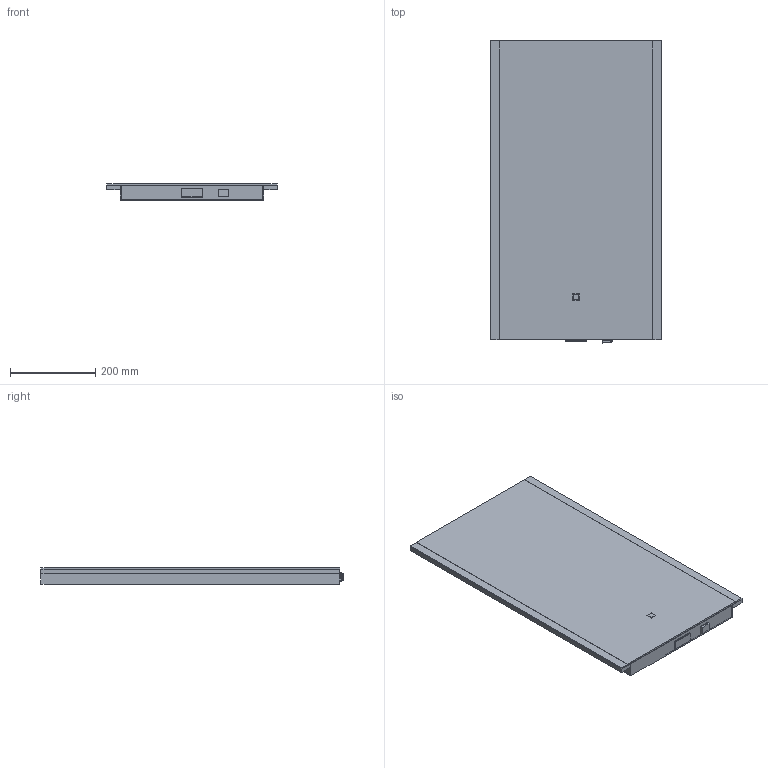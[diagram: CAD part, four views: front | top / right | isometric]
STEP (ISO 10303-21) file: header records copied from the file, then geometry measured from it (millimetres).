
FILE_DESCRIPTION (( 'STEP AP214' ), '1' );
FILE_NAME ('AIR040M2_STEP_v11221.STEP', '2021-12-07T10:26:40', ( '' ), ( '' ), 'SwSTEP 2.0', 'SolidWorks 2019', '' );
FILE_SCHEMA (( 'AUTOMOTIVE_DESIGN' ));
Length unit declared in the file: millimetre
Products named in the file (4): AIR040M2_STEP_v11221; acrylic profile_v11221_40cm profile; Casing-C1_v11121_40cm case; mirror front_v11221_40cm
Assembly tree (4 placements, depth 2):
  AIR040M2_STEP_v11221
    Casing-C1_v11121_40cm case
    acrylic profile_v11221_40cm profile  x2
    mirror front_v11221_40cm
Bounding box: 400 x 707.57 x 39 mm (x, y, z)
Volume: 2189641.5 mm3; surface area: 1323228.2 mm2
Topology: 5 solids, 5 shells, 220 faces, 566 edges, 372 vertices
Faces by surface type: plane 210, cylinder 10
Entity records: 6551 total; most frequent: CARTESIAN_POINT 1169, ORIENTED_EDGE 1108, DIRECTION 992, EDGE_CURVE 554, LINE 538, VECTOR 538, VERTEX_POINT 364, EDGE_LOOP 232
